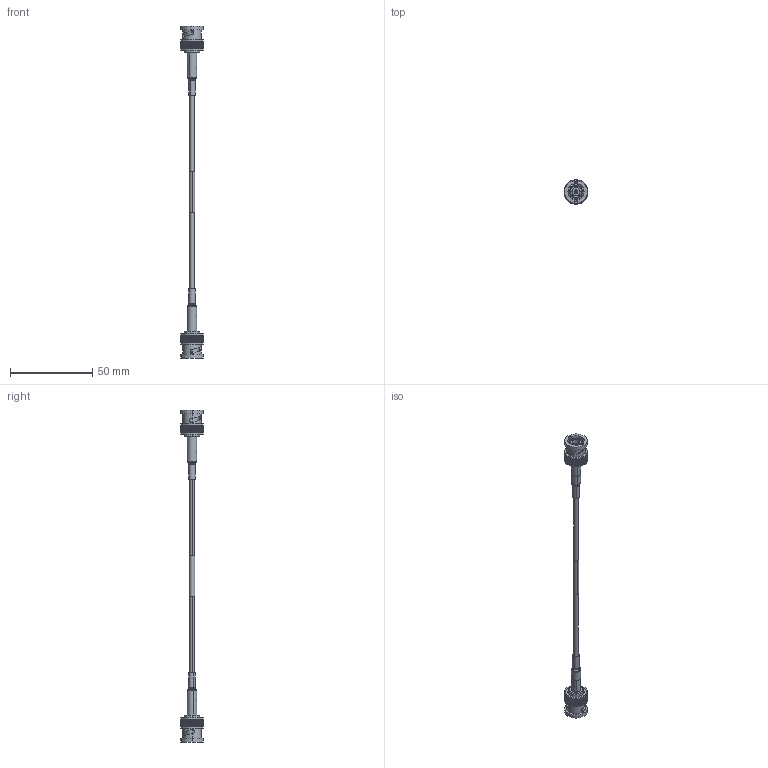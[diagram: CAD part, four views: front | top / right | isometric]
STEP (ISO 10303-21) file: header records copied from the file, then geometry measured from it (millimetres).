
FILE_DESCRIPTION (( 'STEP AP214' ), '1' );
FILE_NAME ('FMCA10008_3D.step', '2024-01-26T20:46:46', ( '' ), ( '' ), 'SwSTEP 2.0', 'SolidWorks 2022', '' );
FILE_SCHEMA (( 'AUTOMOTIVE_DESIGN' ));
Length unit declared in the file: inch
Products named in the file (9): RG316_NO LABEL; SC6030; 1AB05-005-MA3; FMCA10008_3D; HeatShrink-RG316-DS_2_LONG; 1AB05-005-MA2; 1AW01-003_.126 ID; 1AB05-005-MA4; 1AB05-005-MA1_with flange
Assembly tree (10 placements, depth 3):
  FMCA10008_3D
    1AW01-003_.126 ID
    RG316_NO LABEL
    SC6030  x2
      1AB05-005-MA1_with flange
      1AB05-005-MA3
      1AB05-005-MA2
      1AB05-005-MA4
    HeatShrink-RG316-DS_2_LONG  x2
Bounding box: 14.48 x 14.47 x 202.08 mm (x, y, z)
Volume: 4224.1 mm3; surface area: 8882.9 mm2
Topology: 12 solids, 12 shells, 818 faces, 2218 edges, 1444 vertices
Faces by surface type: plane 392, cylinder 358, cone 36, bspline 16, torus 16
Entity records: 14620 total; most frequent: CARTESIAN_POINT 2802, DIRECTION 2292, ORIENTED_EDGE 2236, EDGE_CURVE 1118, AXIS2_PLACEMENT_3D 804, VERTEX_POINT 728, VECTOR 684, LINE 684
